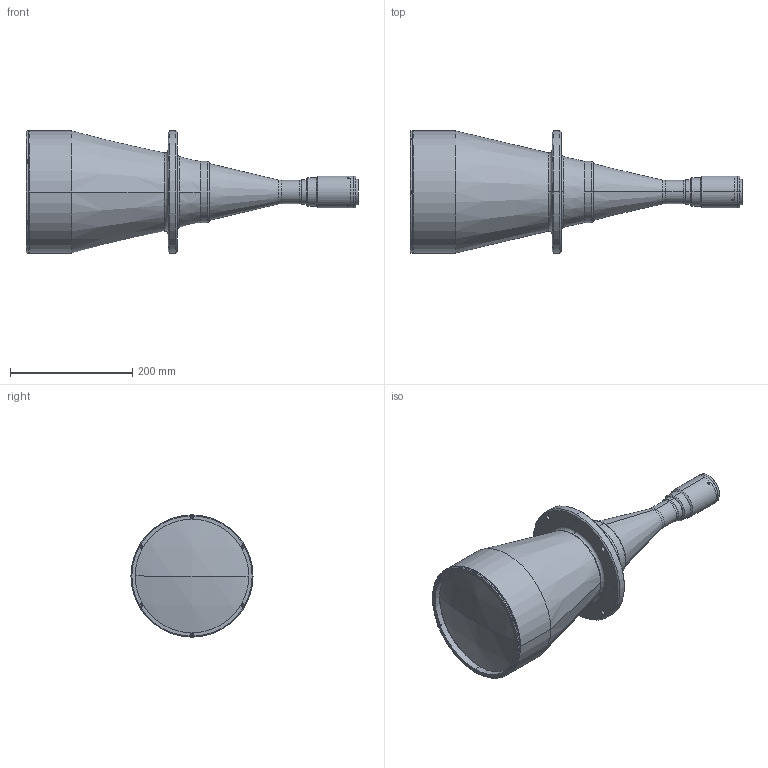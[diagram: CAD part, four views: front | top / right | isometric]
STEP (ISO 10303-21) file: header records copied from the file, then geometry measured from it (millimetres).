
FILE_DESCRIPTION (( 'STEP AP203' ), '1' );
FILE_NAME ('DP71449_TC4MHR144-E.step', '2021-10-06T08:44:59', ( '' ), ( '' ), 'SwSTEP 2.0', 'SolidWorks 2021', '' );
FILE_SCHEMA (( 'CONFIG_CONTROL_DESIGN' ));
Length unit declared in the file: millimetre
Products named in the file (1): DP71449_TC4MHR144-E
Bounding box: 543.48 x 200 x 200 mm (x, y, z)
Surface area: 303579.1 mm2 (no closed solid volume)
Topology: 0 solids, 23 shells, 203 faces, 591 edges, 411 vertices
Faces by surface type: plane 77, cylinder 70, torus 30, cone 24, sphere 2
Entity records: 7232 total; most frequent: CARTESIAN_POINT 1592, DIRECTION 1261, ORIENTED_EDGE 986, EDGE_CURVE 591, AXIS2_PLACEMENT_3D 490, VERTEX_POINT 411, CIRCLE 286, LINE 281
